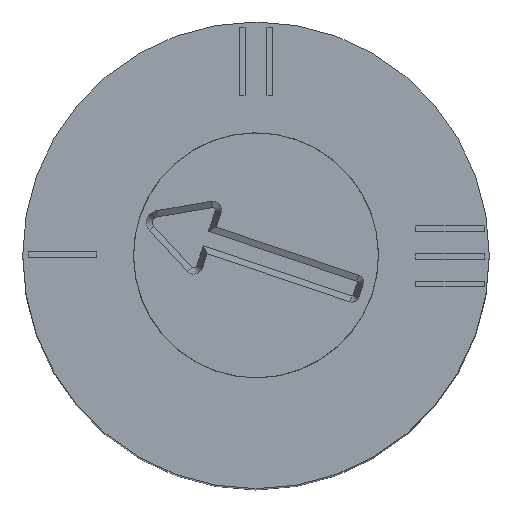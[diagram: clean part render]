
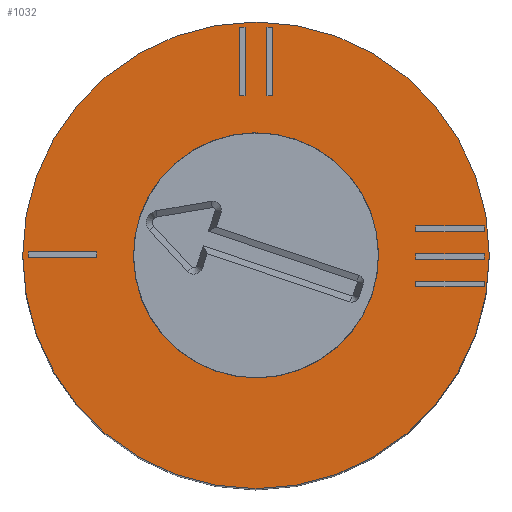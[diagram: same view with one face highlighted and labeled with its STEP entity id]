
A CAD part, top view. The second image highlights one B-rep face of the part: STEP entity #1032.
In plain terms, the highlighted planar face has unit normal (0, 0, 1).
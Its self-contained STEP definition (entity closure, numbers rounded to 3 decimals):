
#30=FACE_BOUND('',#192,.T.);
#31=FACE_BOUND('',#193,.T.);
#32=FACE_BOUND('',#194,.T.);
#33=FACE_BOUND('',#195,.T.);
#34=FACE_BOUND('',#196,.T.);
#35=FACE_BOUND('',#197,.T.);
#36=FACE_BOUND('',#198,.T.);
#71=PLANE('',#1162);
#128=FACE_OUTER_BOUND('',#191,.T.);
#191=EDGE_LOOP('',(#859));
#192=EDGE_LOOP('',(#860,#861,#862,#863));
#193=EDGE_LOOP('',(#864,#865,#866,#867));
#194=EDGE_LOOP('',(#868,#869,#870,#871));
#195=EDGE_LOOP('',(#872,#873,#874,#875));
#196=EDGE_LOOP('',(#876,#877,#878,#879));
#197=EDGE_LOOP('',(#880,#881,#882,#883));
#198=EDGE_LOOP('',(#884));
#226=LINE('',#1531,#335);
#229=LINE('',#1537,#338);
#232=LINE('',#1543,#341);
#235=LINE('',#1547,#344);
#238=LINE('',#1556,#347);
#241=LINE('',#1562,#350);
#244=LINE('',#1568,#353);
#247=LINE('',#1572,#356);
#250=LINE('',#1581,#359);
#253=LINE('',#1587,#362);
#256=LINE('',#1593,#365);
#259=LINE('',#1597,#368);
#262=LINE('',#1606,#371);
#265=LINE('',#1612,#374);
#268=LINE('',#1618,#377);
#271=LINE('',#1622,#380);
#274=LINE('',#1631,#383);
#277=LINE('',#1637,#386);
#280=LINE('',#1643,#389);
#283=LINE('',#1647,#392);
#286=LINE('',#1656,#395);
#289=LINE('',#1662,#398);
#292=LINE('',#1668,#401);
#295=LINE('',#1672,#404);
#335=VECTOR('',#1230,10.);
#338=VECTOR('',#1235,10.);
#341=VECTOR('',#1240,10.);
#344=VECTOR('',#1245,10.);
#347=VECTOR('',#1252,10.);
#350=VECTOR('',#1257,10.);
#353=VECTOR('',#1262,10.);
#356=VECTOR('',#1267,10.);
#359=VECTOR('',#1274,10.);
#362=VECTOR('',#1279,10.);
#365=VECTOR('',#1284,10.);
#368=VECTOR('',#1289,10.);
#371=VECTOR('',#1296,10.);
#374=VECTOR('',#1301,10.);
#377=VECTOR('',#1306,10.);
#380=VECTOR('',#1311,10.);
#383=VECTOR('',#1318,10.);
#386=VECTOR('',#1323,10.);
#389=VECTOR('',#1328,10.);
#392=VECTOR('',#1333,10.);
#395=VECTOR('',#1340,10.);
#398=VECTOR('',#1345,10.);
#401=VECTOR('',#1350,10.);
#404=VECTOR('',#1355,10.);
#444=CIRCLE('',#1149,1.05);
#451=CIRCLE('',#1161,2.);
#477=VERTEX_POINT('',#1528);
#478=VERTEX_POINT('',#1530);
#480=VERTEX_POINT('',#1536);
#482=VERTEX_POINT('',#1542);
#485=VERTEX_POINT('',#1553);
#486=VERTEX_POINT('',#1555);
#488=VERTEX_POINT('',#1561);
#490=VERTEX_POINT('',#1567);
#493=VERTEX_POINT('',#1578);
#494=VERTEX_POINT('',#1580);
#496=VERTEX_POINT('',#1586);
#498=VERTEX_POINT('',#1592);
#501=VERTEX_POINT('',#1603);
#502=VERTEX_POINT('',#1605);
#504=VERTEX_POINT('',#1611);
#506=VERTEX_POINT('',#1617);
#509=VERTEX_POINT('',#1628);
#510=VERTEX_POINT('',#1630);
#512=VERTEX_POINT('',#1636);
#514=VERTEX_POINT('',#1642);
#517=VERTEX_POINT('',#1653);
#518=VERTEX_POINT('',#1655);
#520=VERTEX_POINT('',#1661);
#522=VERTEX_POINT('',#1667);
#523=VERTEX_POINT('',#1675);
#530=VERTEX_POINT('',#1698);
#571=EDGE_CURVE('',#478,#477,#226,.T.);
#574=EDGE_CURVE('',#480,#478,#229,.T.);
#577=EDGE_CURVE('',#482,#480,#232,.T.);
#580=EDGE_CURVE('',#477,#482,#235,.T.);
#583=EDGE_CURVE('',#486,#485,#238,.T.);
#586=EDGE_CURVE('',#488,#486,#241,.T.);
#589=EDGE_CURVE('',#490,#488,#244,.T.);
#592=EDGE_CURVE('',#485,#490,#247,.T.);
#595=EDGE_CURVE('',#494,#493,#250,.T.);
#598=EDGE_CURVE('',#496,#494,#253,.T.);
#601=EDGE_CURVE('',#498,#496,#256,.T.);
#604=EDGE_CURVE('',#493,#498,#259,.T.);
#607=EDGE_CURVE('',#502,#501,#262,.T.);
#610=EDGE_CURVE('',#504,#502,#265,.T.);
#613=EDGE_CURVE('',#506,#504,#268,.T.);
#616=EDGE_CURVE('',#501,#506,#271,.T.);
#619=EDGE_CURVE('',#510,#509,#274,.T.);
#622=EDGE_CURVE('',#512,#510,#277,.T.);
#625=EDGE_CURVE('',#514,#512,#280,.T.);
#628=EDGE_CURVE('',#509,#514,#283,.T.);
#631=EDGE_CURVE('',#518,#517,#286,.T.);
#634=EDGE_CURVE('',#520,#518,#289,.T.);
#637=EDGE_CURVE('',#522,#520,#292,.T.);
#640=EDGE_CURVE('',#517,#522,#295,.T.);
#641=EDGE_CURVE('',#523,#523,#444,.T.);
#652=EDGE_CURVE('',#530,#530,#451,.T.);
#859=ORIENTED_EDGE('',*,*,#652,.F.);
#860=ORIENTED_EDGE('',*,*,#571,.T.);
#861=ORIENTED_EDGE('',*,*,#580,.T.);
#862=ORIENTED_EDGE('',*,*,#577,.T.);
#863=ORIENTED_EDGE('',*,*,#574,.T.);
#864=ORIENTED_EDGE('',*,*,#583,.T.);
#865=ORIENTED_EDGE('',*,*,#592,.T.);
#866=ORIENTED_EDGE('',*,*,#589,.T.);
#867=ORIENTED_EDGE('',*,*,#586,.T.);
#868=ORIENTED_EDGE('',*,*,#595,.T.);
#869=ORIENTED_EDGE('',*,*,#604,.T.);
#870=ORIENTED_EDGE('',*,*,#601,.T.);
#871=ORIENTED_EDGE('',*,*,#598,.T.);
#872=ORIENTED_EDGE('',*,*,#607,.T.);
#873=ORIENTED_EDGE('',*,*,#616,.T.);
#874=ORIENTED_EDGE('',*,*,#613,.T.);
#875=ORIENTED_EDGE('',*,*,#610,.T.);
#876=ORIENTED_EDGE('',*,*,#619,.T.);
#877=ORIENTED_EDGE('',*,*,#628,.T.);
#878=ORIENTED_EDGE('',*,*,#625,.T.);
#879=ORIENTED_EDGE('',*,*,#622,.T.);
#880=ORIENTED_EDGE('',*,*,#631,.T.);
#881=ORIENTED_EDGE('',*,*,#640,.T.);
#882=ORIENTED_EDGE('',*,*,#637,.T.);
#883=ORIENTED_EDGE('',*,*,#634,.T.);
#884=ORIENTED_EDGE('',*,*,#641,.T.);
#1032=ADVANCED_FACE('',(#128,#30,#31,#32,#33,#34,#35,#36),#71,.F.);
#1149=AXIS2_PLACEMENT_3D('',#1676,#1360,#1361);
#1161=AXIS2_PLACEMENT_3D('',#1699,#1388,#1389);
#1162=AXIS2_PLACEMENT_3D('',#1701,#1391,#1392);
#1230=DIRECTION('',(1.,0.,0.));
#1235=DIRECTION('',(0.,1.,0.));
#1240=DIRECTION('',(-1.,0.,0.));
#1245=DIRECTION('',(0.,-1.,0.));
#1252=DIRECTION('',(1.,0.,0.));
#1257=DIRECTION('',(0.,1.,0.));
#1262=DIRECTION('',(-1.,0.,0.));
#1267=DIRECTION('',(0.,-1.,0.));
#1274=DIRECTION('',(1.,0.,0.));
#1279=DIRECTION('',(0.,1.,0.));
#1284=DIRECTION('',(-1.,0.,0.));
#1289=DIRECTION('',(0.,-1.,0.));
#1296=DIRECTION('',(0.,-1.,0.));
#1301=DIRECTION('',(1.,0.,0.));
#1306=DIRECTION('',(0.,1.,0.));
#1311=DIRECTION('',(-1.,0.,0.));
#1318=DIRECTION('',(0.,-1.,0.));
#1323=DIRECTION('',(1.,0.,0.));
#1328=DIRECTION('',(0.,1.,0.));
#1333=DIRECTION('',(-1.,0.,0.));
#1340=DIRECTION('',(1.,0.,0.));
#1345=DIRECTION('',(0.,1.,0.));
#1350=DIRECTION('',(-1.,0.,0.));
#1355=DIRECTION('',(0.,-1.,0.));
#1360=DIRECTION('center_axis',(0.,0.,-1.));
#1361=DIRECTION('ref_axis',(1.,0.,0.));
#1388=DIRECTION('center_axis',(0.,0.,-1.));
#1389=DIRECTION('ref_axis',(-1.,0.,0.));
#1391=DIRECTION('center_axis',(0.,0.,-1.));
#1392=DIRECTION('ref_axis',(-1.,0.,0.));
#1528=CARTESIAN_POINT('',(1.958,0.252,8.));
#1530=CARTESIAN_POINT('',(1.369,0.252,8.));
#1531=CARTESIAN_POINT('',(0.979,0.252,8.));
#1536=CARTESIAN_POINT('',(1.369,0.202,8.));
#1537=CARTESIAN_POINT('',(1.369,0.126,8.));
#1542=CARTESIAN_POINT('',(1.958,0.202,8.));
#1543=CARTESIAN_POINT('',(0.684,0.202,8.));
#1547=CARTESIAN_POINT('',(1.958,0.101,8.));
#1553=CARTESIAN_POINT('',(1.958,0.016,8.));
#1555=CARTESIAN_POINT('',(1.369,0.016,8.));
#1556=CARTESIAN_POINT('',(0.979,0.016,8.));
#1561=CARTESIAN_POINT('',(1.369,-0.035,8.));
#1562=CARTESIAN_POINT('',(1.369,0.008,8.));
#1567=CARTESIAN_POINT('',(1.958,-0.035,8.));
#1568=CARTESIAN_POINT('',(0.684,-0.035,8.));
#1572=CARTESIAN_POINT('',(1.958,-0.017,8.));
#1578=CARTESIAN_POINT('',(1.958,-0.221,8.));
#1580=CARTESIAN_POINT('',(1.369,-0.221,8.));
#1581=CARTESIAN_POINT('',(0.979,-0.221,8.));
#1586=CARTESIAN_POINT('',(1.369,-0.271,8.));
#1587=CARTESIAN_POINT('',(1.369,-0.11,8.));
#1592=CARTESIAN_POINT('',(1.958,-0.271,8.));
#1593=CARTESIAN_POINT('',(0.684,-0.271,8.));
#1597=CARTESIAN_POINT('',(1.958,-0.136,8.));
#1603=CARTESIAN_POINT('',(0.143,1.368,8.));
#1605=CARTESIAN_POINT('',(0.143,1.956,8.));
#1606=CARTESIAN_POINT('',(0.143,0.684,8.));
#1611=CARTESIAN_POINT('',(0.093,1.956,8.));
#1612=CARTESIAN_POINT('',(0.072,1.956,8.));
#1617=CARTESIAN_POINT('',(0.093,1.368,8.));
#1618=CARTESIAN_POINT('',(0.093,0.978,8.));
#1622=CARTESIAN_POINT('',(0.046,1.368,8.));
#1628=CARTESIAN_POINT('',(-0.093,1.368,8.));
#1630=CARTESIAN_POINT('',(-0.093,1.956,8.));
#1631=CARTESIAN_POINT('',(-0.093,0.684,8.));
#1636=CARTESIAN_POINT('',(-0.144,1.956,8.));
#1637=CARTESIAN_POINT('',(-0.047,1.956,8.));
#1642=CARTESIAN_POINT('',(-0.144,1.368,8.));
#1643=CARTESIAN_POINT('',(-0.144,0.978,8.));
#1647=CARTESIAN_POINT('',(-0.072,1.368,8.));
#1653=CARTESIAN_POINT('',(-1.363,0.031,8.));
#1655=CARTESIAN_POINT('',(-1.952,0.031,8.));
#1656=CARTESIAN_POINT('',(-0.682,0.031,8.));
#1661=CARTESIAN_POINT('',(-1.952,-0.02,8.));
#1662=CARTESIAN_POINT('',(-1.952,0.015,8.));
#1667=CARTESIAN_POINT('',(-1.363,-0.02,8.));
#1668=CARTESIAN_POINT('',(-0.976,-0.02,8.));
#1672=CARTESIAN_POINT('',(-1.363,-0.01,8.));
#1675=CARTESIAN_POINT('',(-1.05,0.,8.));
#1676=CARTESIAN_POINT('Origin',(0.,0.,8.));
#1698=CARTESIAN_POINT('',(2.,0.,8.));
#1699=CARTESIAN_POINT('Origin',(0.,0.,8.));
#1701=CARTESIAN_POINT('Origin',(0.,0.,8.));
